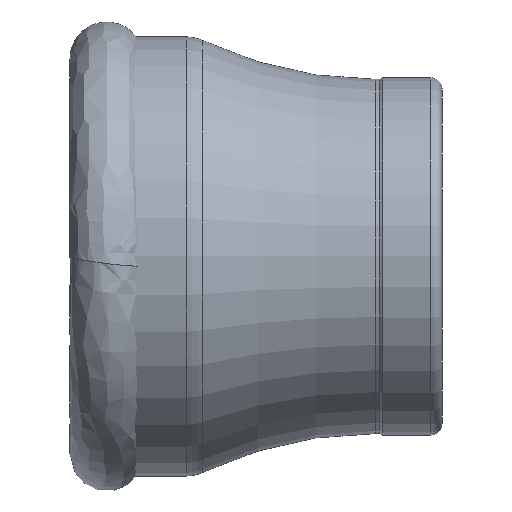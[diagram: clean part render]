
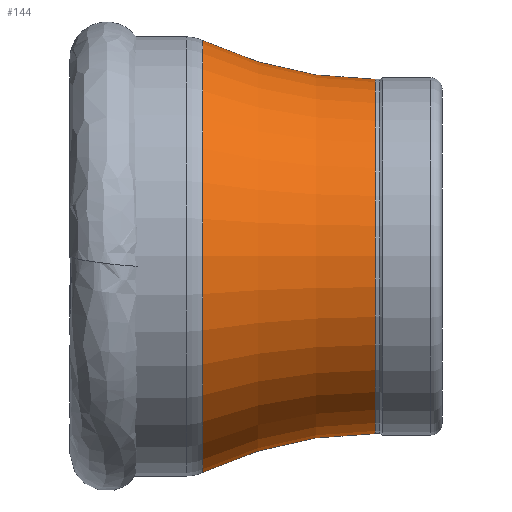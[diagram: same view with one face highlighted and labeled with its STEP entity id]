
A CAD part, front view. The second image highlights one B-rep face of the part: STEP entity #144.
In plain terms, the highlighted toroidal (fillet/blend) face has major radius 77.8 mm and minor radius 54 mm.
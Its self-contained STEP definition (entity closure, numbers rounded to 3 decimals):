
#50=TOROIDAL_SURFACE('',#265,77.8,54.);
#144=ADVANCED_FACE('',(#163,#164),#50,.F.);
#163=FACE_BOUND('',#186,.T.);
#164=FACE_BOUND('',#187,.T.);
#186=EDGE_LOOP('',(#208));
#187=EDGE_LOOP('',(#209));
#208=ORIENTED_EDGE('',*,*,#236,.F.);
#209=ORIENTED_EDGE('',*,*,#235,.T.);
#223=VERTEX_POINT('',#410);
#224=VERTEX_POINT('',#413);
#235=EDGE_CURVE('',#223,#223,#246,.T.);
#236=EDGE_CURVE('',#224,#224,#247,.T.);
#246=CIRCLE('',#262,23.8);
#247=CIRCLE('',#264,29.017);
#262=AXIS2_PLACEMENT_3D('',#409,#294,#295);
#264=AXIS2_PLACEMENT_3D('',#412,#298,#299);
#265=AXIS2_PLACEMENT_3D('',#414,#300,#301);
#294=DIRECTION('',(-1.,0.,0.));
#295=DIRECTION('',(0.,0.,1.));
#298=DIRECTION('',(-1.,0.,0.));
#299=DIRECTION('',(0.,0.,1.));
#300=DIRECTION('',(-1.,0.,0.));
#301=DIRECTION('',(0.,0.,1.));
#409=CARTESIAN_POINT('',(41.,0.,0.));
#410=CARTESIAN_POINT('',(41.,0.,23.8));
#412=CARTESIAN_POINT('',(17.844,0.,0.));
#413=CARTESIAN_POINT('',(17.844,0.,29.017));
#414=CARTESIAN_POINT('',(41.,0.,0.));
